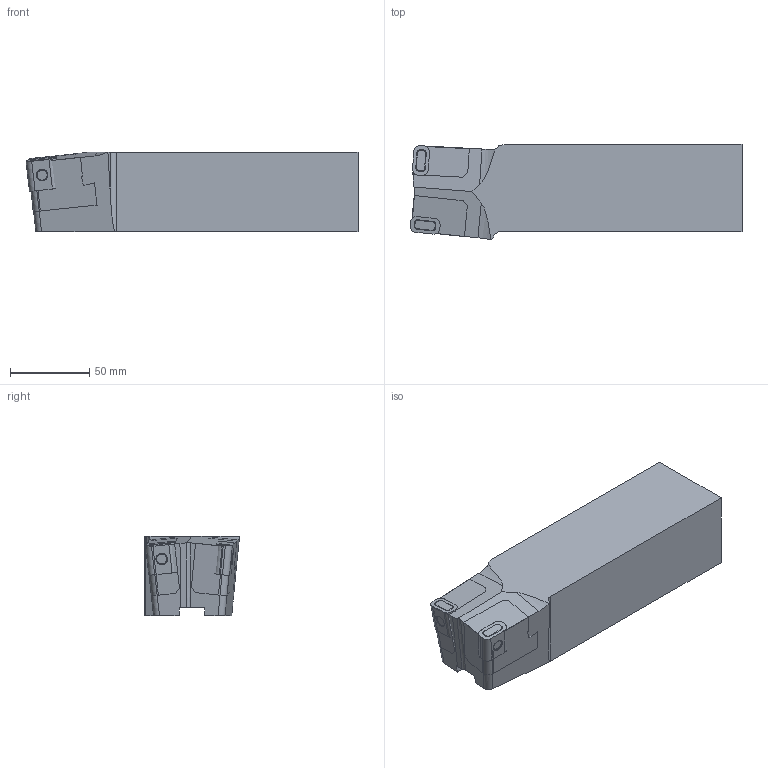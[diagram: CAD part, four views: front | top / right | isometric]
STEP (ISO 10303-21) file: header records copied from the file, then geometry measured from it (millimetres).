
FILE_DESCRIPTION(/* description */ (''),/* implementation_level */ '2;1');
FILE_NAME(/* name */ 'DKTR5055XA2_SIM.stp',/* time_stamp */ '2022-11-30T09:42:49+01:00',/* author */ (''),/* organization */ (''),/* preprocessor_version */ 'ST-DEVELOPER v18.102',/* originating_system */ 'SIEMENS PLM Software NX 2027',/* authorisation */ '');
FILE_SCHEMA (('AUTOMOTIVE_DESIGN { 1 0 10303 214 3 1 1 1 }'));
Length unit declared in the file: millimetre
Products named in the file (1): model1
Bounding box: 209.63 x 60.02 x 50 mm (x, y, z)
Volume: 583538.7 mm3; surface area: 62455.4 mm2
Topology: 5 solids, 5 shells, 126 faces, 394 edges, 282 vertices
Faces by surface type: plane 80, cylinder 24, cone 20, bspline 2
Full cylindrical faces by diameter (mm): 6.35 x2
Entity records: 4649 total; most frequent: CARTESIAN_POINT 1097, ORIENTED_EDGE 776, DIRECTION 666, EDGE_CURVE 388, VERTEX_POINT 282, LINE 246, VECTOR 246, AXIS2_PLACEMENT_3D 210
